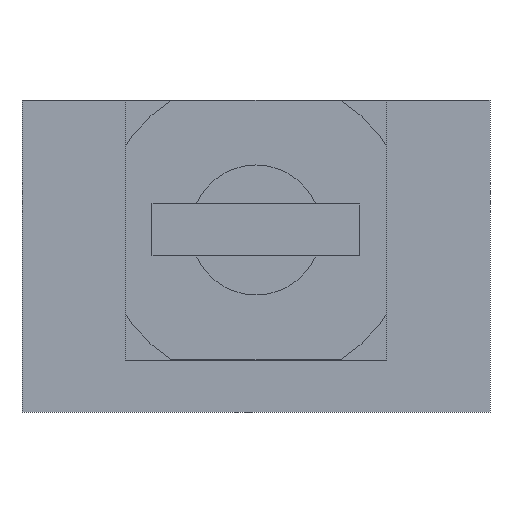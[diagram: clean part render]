
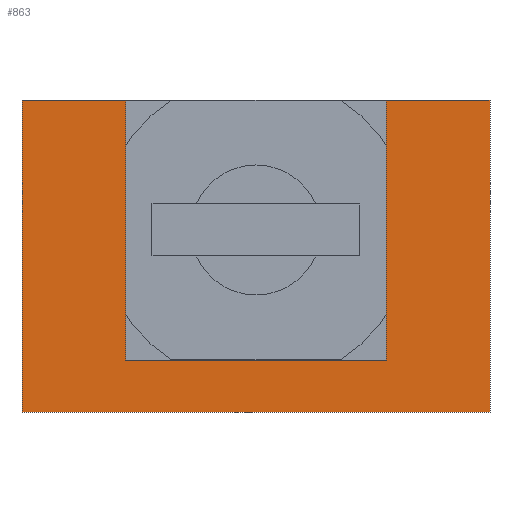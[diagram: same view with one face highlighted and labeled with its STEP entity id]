
A CAD part, front view. The second image highlights one B-rep face of the part: STEP entity #863.
In plain terms, the highlighted planar face has unit normal (0, -1, 0).
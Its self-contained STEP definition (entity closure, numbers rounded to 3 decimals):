
#69=FACE_OUTER_BOUND('',#118,.T.);
#118=EDGE_LOOP('',(#657,#658,#659,#660,#661,#662,#663,#664));
#169=LINE('',#1269,#275);
#174=LINE('',#1278,#280);
#194=LINE('',#1318,#300);
#202=LINE('',#1335,#308);
#204=LINE('',#1338,#310);
#205=LINE('',#1341,#311);
#206=LINE('',#1343,#312);
#207=LINE('',#1344,#313);
#275=VECTOR('',#1018,10.);
#280=VECTOR('',#1025,10.);
#300=VECTOR('',#1057,10.);
#308=VECTOR('',#1077,10.);
#310=VECTOR('',#1081,10.);
#311=VECTOR('',#1084,10.);
#312=VECTOR('',#1085,10.);
#313=VECTOR('',#1086,10.);
#377=VERTEX_POINT('',#1266);
#378=VERTEX_POINT('',#1268);
#381=VERTEX_POINT('',#1276);
#394=VERTEX_POINT('',#1315);
#395=VERTEX_POINT('',#1317);
#398=VERTEX_POINT('',#1334);
#399=VERTEX_POINT('',#1340);
#400=VERTEX_POINT('',#1342);
#459=EDGE_CURVE('',#378,#377,#169,.T.);
#464=EDGE_CURVE('',#381,#377,#174,.T.);
#484=EDGE_CURVE('',#394,#395,#194,.T.);
#492=EDGE_CURVE('',#378,#398,#202,.T.);
#494=EDGE_CURVE('',#394,#398,#204,.T.);
#495=EDGE_CURVE('',#399,#381,#205,.T.);
#496=EDGE_CURVE('',#399,#400,#206,.T.);
#497=EDGE_CURVE('',#400,#395,#207,.T.);
#657=ORIENTED_EDGE('',*,*,#492,.F.);
#658=ORIENTED_EDGE('',*,*,#459,.T.);
#659=ORIENTED_EDGE('',*,*,#464,.F.);
#660=ORIENTED_EDGE('',*,*,#495,.F.);
#661=ORIENTED_EDGE('',*,*,#496,.T.);
#662=ORIENTED_EDGE('',*,*,#497,.T.);
#663=ORIENTED_EDGE('',*,*,#484,.F.);
#664=ORIENTED_EDGE('',*,*,#494,.T.);
#820=PLANE('',#939);
#863=ADVANCED_FACE('',(#69),#820,.T.);
#939=AXIS2_PLACEMENT_3D('',#1339,#1082,#1083);
#1018=DIRECTION('',(0.,0.,1.));
#1025=DIRECTION('',(1.,0.,0.));
#1057=DIRECTION('',(1.,0.,0.));
#1077=DIRECTION('',(1.,0.,0.));
#1081=DIRECTION('',(0.,0.,-1.));
#1082=DIRECTION('center_axis',(0.,-1.,0.));
#1083=DIRECTION('ref_axis',(1.,0.,0.));
#1084=DIRECTION('',(0.,0.,1.));
#1085=DIRECTION('',(1.,0.,0.));
#1086=DIRECTION('',(0.,0.,1.));
#1266=CARTESIAN_POINT('',(4.,0.,12.));
#1268=CARTESIAN_POINT('',(4.,0.,2.));
#1269=CARTESIAN_POINT('',(4.,0.,1.));
#1276=CARTESIAN_POINT('',(0.,0.,12.));
#1278=CARTESIAN_POINT('',(0.,0.,12.));
#1315=CARTESIAN_POINT('',(14.,0.,12.));
#1317=CARTESIAN_POINT('',(18.,0.,12.));
#1318=CARTESIAN_POINT('',(13.,0.,12.));
#1334=CARTESIAN_POINT('',(14.,0.,2.));
#1335=CARTESIAN_POINT('',(0.,0.,2.));
#1338=CARTESIAN_POINT('',(14.,0.,1.));
#1339=CARTESIAN_POINT('Origin',(0.,0.,0.));
#1340=CARTESIAN_POINT('',(0.,0.,0.));
#1341=CARTESIAN_POINT('',(0.,0.,0.));
#1342=CARTESIAN_POINT('',(18.,0.,0.));
#1343=CARTESIAN_POINT('',(0.,0.,0.));
#1344=CARTESIAN_POINT('',(18.,0.,1.));
